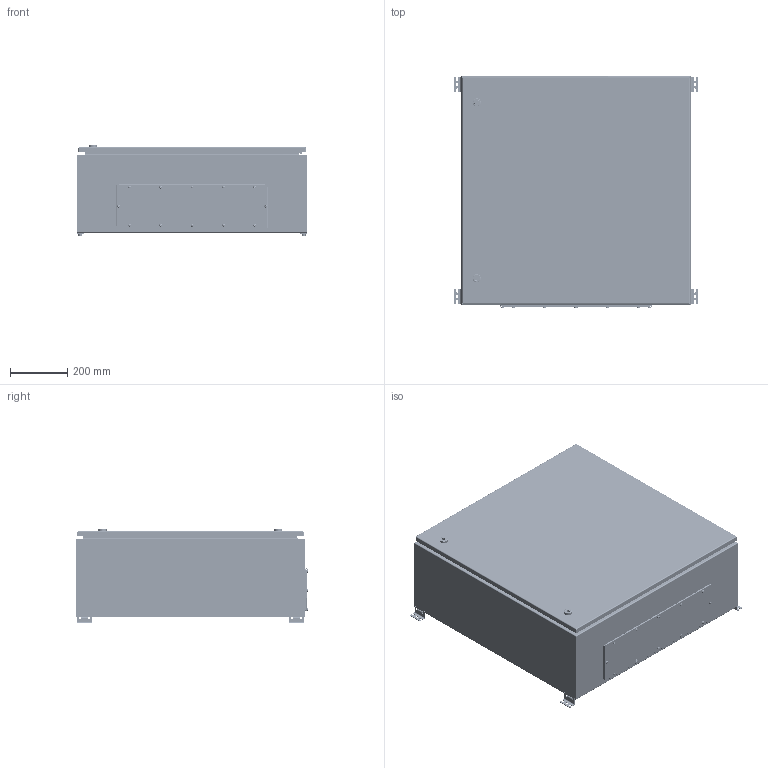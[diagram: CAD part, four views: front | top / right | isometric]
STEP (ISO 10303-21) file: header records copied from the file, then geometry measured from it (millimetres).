
FILE_DESCRIPTION (( 'STEP AP214' ), '1' );
FILE_NAME ('21.080.080.30.STEP', '2024-07-25T04:02:58', ( '' ), ( '' ), 'SwSTEP 2.0', 'SolidWorks 2021', '' );
FILE_SCHEMA (( 'AUTOMOTIVE_DESIGN' ));
Length unit declared in the file: millimetre
Products named in the file (34): Ïðîôèëü äâåðíîé H800; Âòóëêà øàðíèðà; Ãàñêåòèíã äâåðè W800H800; 鎖芯_1; 嵑謺麃 瀁蠉澼鍣 094; 螺母_1; Äâåðíîå ïîëîòíî W800H800; 妈眚 DIN 912-󋔊0-Zn; Çàêëåïêà ðåçüáîâàÿ Ì8 øåñòèãðàííàÿ ñ óìåíüøåííûì áîðòîì; Ïðîêëàäêà êðûøêè ÄÌ W530D150; Äâåðü W800H800; 昑 W800H800; 鐵墊圈_1; Ïðàâàÿ ñòåíêà H800D300; 昢膼碴鍣 膰豵鵨 W800H800D300; 嵑謺麃; 471.100 Íàñòåííîå êðåïëåíèå; 剒蜲錪_30403583_MESAN; Øïèëüêà ïðèâàðíàÿ Ì6õ25; 署赅 W530D150; Çàêëåïêà ðåçüáîâàÿ Ì5 øåñòèãðàííàÿ ñ óìåíüøåííûì áîðòîì; 主體_1; Âèíò DIN 967 Ì5õ16 ñ ïîëóêðóãëîé ãîëîâêîé ñ êðåñòîîáðàçíûì øëèöåì; 墊片_1; Ïåòëÿ ùèòîâàÿ ïðèâàðíàÿ; Ðåçèíêà øàðíèðà; Ëåâàÿ ñòåíêà H800D300; Ãàéêà M6 DIN6923.step; Áîëò Ì6õ10 ñ øåñòèãðàííîé ãîëîâêîé ñ ïðåññøàéáîé; ﾇ瑟鶴 MS-705-3D; 21.080.080.30; 小頭螺絲_1; Øïèëüêà ïðèâàðíàÿ Ì6õ16; 扻豵鵨 W800H800D300
Assembly tree (83 placements, depth 4):
  21.080.080.30
    昢膼碴鍣 膰豵鵨 W800H800D300
      扻豵鵨 W800H800D300
      Ïðàâàÿ ñòåíêà H800D300
      Ëåâàÿ ñòåíêà H800D300
      Øïèëüêà ïðèâàðíàÿ Ì6õ16  x4
      Øïèëüêà ïðèâàðíàÿ Ì6õ25  x4
      Çàêëåïêà ðåçüáîâàÿ Ì8 øåñòèãðàííàÿ ñ óìåíüøåííûì áîðòîì  x4
      Çàêëåïêà ðåçüáîâàÿ Ì5 øåñòèãðàííàÿ ñ óìåíüøåííûì áîðòîì  x12
    Äâåðü W800H800
      Äâåðíîå ïîëîòíî W800H800
      Ãàñêåòèíã äâåðè W800H800
      Ïðîôèëü äâåðíîé H800  x2
      Øïèëüêà ïðèâàðíàÿ Ì6õ16  x2
      Ïåòëÿ ùèòîâàÿ ïðèâàðíàÿ  x2
      ﾇ瑟鶴 MS-705-3D  x2
        主體_1
        鎖芯_1
        墊片_1
        螺母_1
        鐵墊圈_1
        小頭螺絲_1
        剒蜲錪_30403583_MESAN
    嵑謺麃 瀁蠉澼鍣 094  x2
      嵑謺麃
      Âòóëêà øàðíèðà
      Ðåçèíêà øàðíèðà
    昑 W800H800
    署赅 W530D150
    Ïðîêëàäêà êðûøêè ÄÌ W530D150
    Ãàéêà M6 DIN6923.step  x4
    Âèíò DIN 967 Ì5õ16 ñ ïîëóêðóãëîé ãîëîâêîé ñ êðåñòîîáðàçíûì øëèöåì  x12
    471.100 Íàñòåííîå êðåïëåíèå  x4
    妈眚 DIN 912-󋔊0-Zn  x4
    Áîëò Ì6õ10 ñ øåñòèãðàííîé ãîëîâêîé ñ ïðåññøàéáîé  x4
Bounding box: 852 x 811.05 x 331.6 mm (x, y, z)
Volume: 4913811.7 mm3; surface area: 6353612.5 mm2
Topology: 88 solids, 88 shells, 4465 faces, 11438 edges, 7203 vertices
Faces by surface type: plane 1775, cylinder 1740, bspline 476, cone 270, torus 160, sphere 44
Entity records: 74452 total; most frequent: CARTESIAN_POINT 27927, ORIENTED_EDGE 8858, DIRECTION 7512, EDGE_CURVE 4429, VERTEX_POINT 2804, AXIS2_PLACEMENT_3D 2619, VECTOR 2274, LINE 2274
